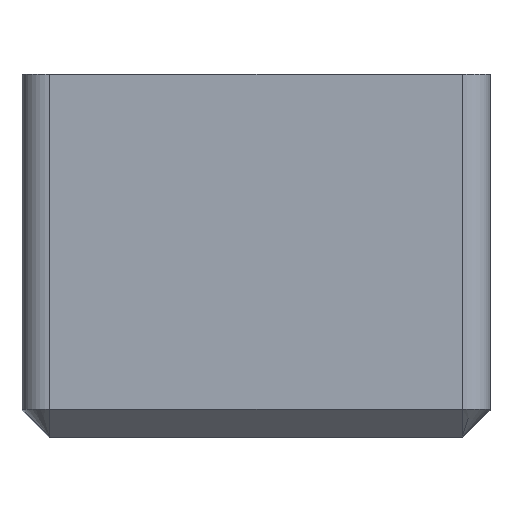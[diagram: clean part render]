
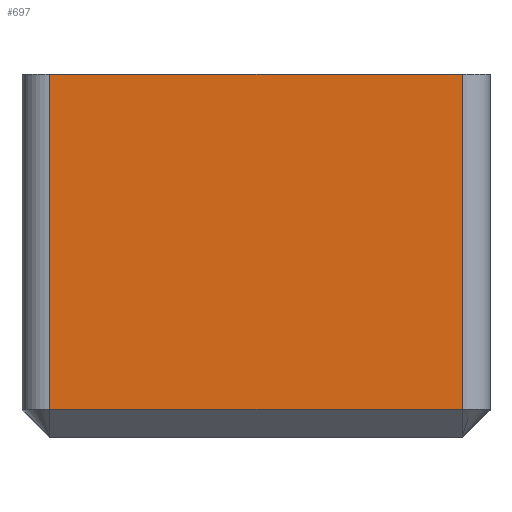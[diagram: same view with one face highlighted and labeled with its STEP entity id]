
A CAD part, top view. The second image highlights one B-rep face of the part: STEP entity #697.
In plain terms, the highlighted planar face has unit normal (0, 0, 1).
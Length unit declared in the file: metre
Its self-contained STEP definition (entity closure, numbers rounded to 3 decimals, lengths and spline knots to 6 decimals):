
#67=ORIENTED_EDGE('',*,*,#262,.F.);
#68=ORIENTED_EDGE('',*,*,#263,.T.);
#69=ORIENTED_EDGE('',*,*,#264,.T.);
#70=ORIENTED_EDGE('',*,*,#265,.F.);
#262=EDGE_CURVE('',#358,#359,#420,.T.);
#263=EDGE_CURVE('',#358,#360,#421,.T.);
#264=EDGE_CURVE('',#360,#361,#422,.T.);
#265=EDGE_CURVE('',#359,#361,#423,.T.);
#358=VERTEX_POINT('',#1059);
#359=VERTEX_POINT('',#1060);
#360=VERTEX_POINT('',#1062);
#361=VERTEX_POINT('',#1064);
#420=LINE('',#1058,#506);
#421=LINE('',#1061,#507);
#422=LINE('',#1063,#508);
#423=LINE('',#1065,#509);
#506=VECTOR('',#845,1.);
#507=VECTOR('',#846,1.);
#508=VECTOR('',#847,1.);
#509=VECTOR('',#848,1.);
#573=EDGE_LOOP('',(#67,#68,#69,#70));
#621=FACE_BOUND('',#573,.T.);
#665=PLANE('',#755);
#697=ADVANCED_FACE('',(#621),#665,.T.);
#755=AXIS2_PLACEMENT_3D('',#1057,#843,#844);
#843=DIRECTION('',(0.,0.,1.));
#844=DIRECTION('',(1.,0.,0.));
#845=DIRECTION('',(0.,1.,0.));
#846=DIRECTION('',(1.,0.,0.));
#847=DIRECTION('',(0.,1.,0.));
#848=DIRECTION('',(1.,0.,0.));
#1057=CARTESIAN_POINT('',(0.007246,-0.00085,0.013331));
#1058=CARTESIAN_POINT('',(-0.0002,-0.00085,0.013331));
#1059=CARTESIAN_POINT('',(-0.0002,0.00015,0.013331));
#1060=CARTESIAN_POINT('',(-0.0002,0.012245,0.013331));
#1061=CARTESIAN_POINT('',(0.007246,0.00015,0.013331));
#1062=CARTESIAN_POINT('',(0.014692,0.00015,0.013331));
#1063=CARTESIAN_POINT('',(0.014692,-0.00085,0.013331));
#1064=CARTESIAN_POINT('',(0.014692,0.012245,0.013331));
#1065=CARTESIAN_POINT('',(0.007246,0.012245,0.013331));
